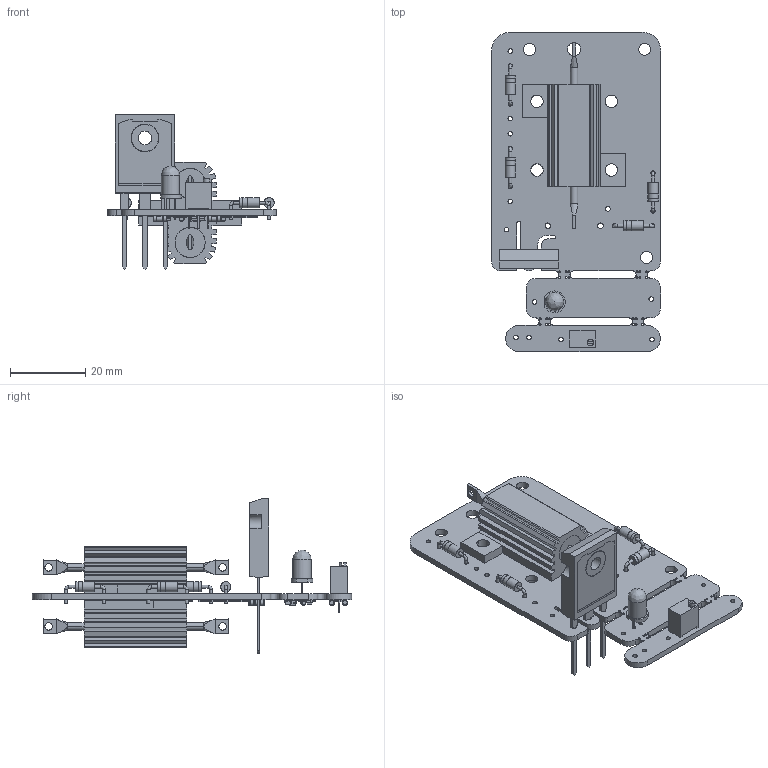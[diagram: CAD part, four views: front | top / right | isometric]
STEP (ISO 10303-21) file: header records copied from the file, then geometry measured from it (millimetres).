
FILE_DESCRIPTION(('KiCad electronic assembly'),'2;1');
FILE_NAME('hv_discharge_v2c.step','2022-08-02T16:00:10',('Pcbnew'),( 'Kicad'),'Open CASCADE STEP processor 7.6','KiCad to STEP converter' ,'Unknown');
FILE_SCHEMA(('AUTOMOTIVE_DESIGN { 1 0 10303 214 1 1 1 1 }'));
Length unit declared in the file: millimetre
Products named in the file (24): hv_discharge_v2c 1; D_DO-41_SOD81_P10.16mm_Horizontal; SOLID; LED_D5.0mm; TO-247-3_Vertical; THS2510RJ; COMPOUND; Potentiometer_Bourns_3266Y_Vertical; R_0805_2012Metric; D_MiniMELF; C_0805_2012Metric; SOT-23; SOT-23-6; LED_0805_2012Metric; hv_discharge_v2c PCB
Assembly tree (59 placements, depth 3):
  hv_discharge_v2c 1
    D_DO-41_SOD81_P10.16mm_Horizontal  x4
      SOLID
    LED_D5.0mm
      SOLID
    TO-247-3_Vertical
      SOLID
    THS2510RJ  x2
      COMPOUND
    Potentiometer_Bourns_3266Y_Vertical
      SOLID
    R_0805_2012Metric  x27
      SOLID
    D_MiniMELF  x5
      SOLID
    C_0805_2012Metric  x2
      SOLID
    SOT-23  x2
      SOLID
    SOT-23-6
      SOLID
    LED_0805_2012Metric
      SOLID
    hv_discharge_v2c PCB
Bounding box: 45 x 85 x 41.1 mm (x, y, z)
Volume: 16746.7 mm3; surface area: 15677.3 mm2
Topology: 48 solids, 48 shells, 1598 faces, 4059 edges, 2620 vertices
Faces by surface type: bspline 1487, cylinder 87, plane 24
Full cylindrical faces by diameter (mm): 0.5 x24, 0.8 x3, 0.9 x2, 1.1 x8, 1.2 x12, 1.5 x5, 3.2 x3, 3.3 x4, 3.5 x1
Entity records: 43371 total; most frequent: CARTESIAN_POINT 16274, B_SPLINE_CURVE_WITH_KNOTS 3466, ORIENTED_EDGE 3286, PCURVE 3286, DEFINITIONAL_REPRESENTATION 3286, EDGE_CURVE 1643, SURFACE_CURVE 1555, DIRECTION 1323
